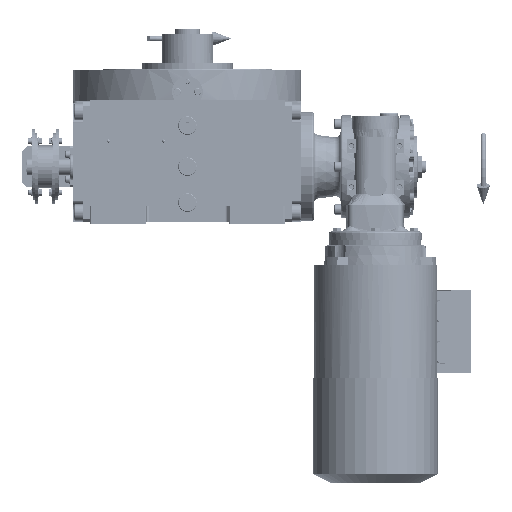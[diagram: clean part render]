
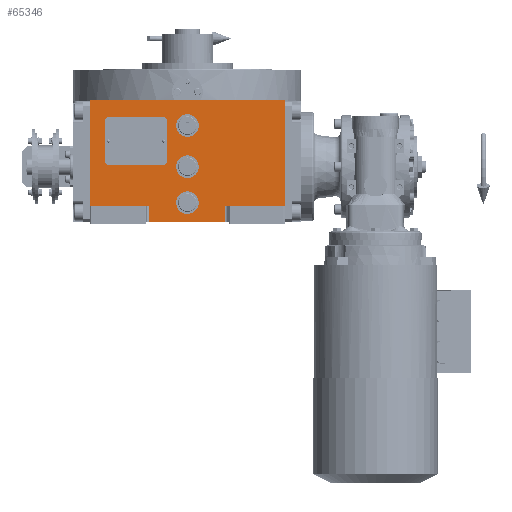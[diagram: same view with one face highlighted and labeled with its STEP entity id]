
A CAD part, top view. The second image highlights one B-rep face of the part: STEP entity #65346.
In plain terms, the highlighted planar face has unit normal (0, 0, 1).
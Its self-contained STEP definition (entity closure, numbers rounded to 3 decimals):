
#5343 = VERTEX_POINT ( 'NONE', #7133 ) ;
#5716 = LINE ( 'NONE', #111492, #77665 ) ;
#6671 = FACE_OUTER_BOUND ( 'NONE', #137361, .T. ) ;
#7133 = CARTESIAN_POINT ( 'NONE',  ( -11., 0., 163.5 ) ) ;
#7791 = ORIENTED_EDGE ( 'NONE', *, *, #53605, .T. ) ;
#8225 = AXIS2_PLACEMENT_3D ( 'NONE', #46775, #136424, #150929 ) ;
#11255 = CIRCLE ( 'NONE', #117595, 11. ) ;
#11684 = CARTESIAN_POINT ( 'NONE',  ( 0., 40., 163.5 ) ) ;
#12655 = CARTESIAN_POINT ( 'NONE',  ( 94.5, -38.5, 163.5 ) ) ;
#14321 = ORIENTED_EDGE ( 'NONE', *, *, #97710, .F. ) ;
#14342 = VECTOR ( 'NONE', #139569, 1000. ) ;
#16833 = EDGE_CURVE ( 'NONE', #163672, #74054, #66070, .T. ) ;
#19721 = EDGE_CURVE ( 'NONE', #155414, #161799, #126714, .T. ) ;
#21930 = DIRECTION ( 'NONE',  ( -1., 0., 0. ) ) ;
#22764 = DIRECTION ( 'NONE',  ( 1., 0., 0. ) ) ;
#23465 = AXIS2_PLACEMENT_3D ( 'NONE', #101634, #166587, #156271 ) ;
#25553 = AXIS2_PLACEMENT_3D ( 'NONE', #65190, #98744, #22764 ) ;
#27398 = DIRECTION ( 'NONE',  ( 0., 1., 0. ) ) ;
#29125 = CARTESIAN_POINT ( 'NONE',  ( 37., -38.5, 163.5 ) ) ;
#32492 = ORIENTED_EDGE ( 'NONE', *, *, #131549, .T. ) ;
#35413 = VECTOR ( 'NONE', #137941, 1000. ) ;
#35884 = CARTESIAN_POINT ( 'NONE',  ( -37., -38.5, 163.5 ) ) ;
#37140 = CARTESIAN_POINT ( 'NONE',  ( 37., -38.5, 163.5 ) ) ;
#37769 = DIRECTION ( 'NONE',  ( 1., 0., 0. ) ) ;
#39147 = CARTESIAN_POINT ( 'NONE',  ( 0., -35., 163.5 ) ) ;
#39406 = CARTESIAN_POINT ( 'NONE',  ( -94.5, -38.5, 163.5 ) ) ;
#42008 = AXIS2_PLACEMENT_3D ( 'NONE', #168324, #153800, #62477 ) ;
#45108 = PLANE ( 'NONE',  #8225 ) ;
#46775 = CARTESIAN_POINT ( 'NONE',  ( -94.5, -53.5, 163.5 ) ) ;
#49537 = VECTOR ( 'NONE', #127006, 1000. ) ;
#49657 = EDGE_CURVE ( 'NONE', #55536, #161799, #76203, .T. ) ;
#50096 = CARTESIAN_POINT ( 'NONE',  ( 11., 0., 163.5 ) ) ;
#52532 = EDGE_CURVE ( 'NONE', #55536, #96163, #128957, .T. ) ;
#53605 = EDGE_CURVE ( 'NONE', #155414, #68705, #119564, .T. ) ;
#55536 = VERTEX_POINT ( 'NONE', #96951 ) ;
#57740 = VERTEX_POINT ( 'NONE', #116931 ) ;
#57924 = AXIS2_PLACEMENT_3D ( 'NONE', #11684, #102964, #21930 ) ;
#58457 = CARTESIAN_POINT ( 'NONE',  ( 94.5, 64.5, 163.5 ) ) ;
#58616 = LINE ( 'NONE', #151617, #35413 ) ;
#58795 = CIRCLE ( 'NONE', #23465, 11. ) ;
#59302 = EDGE_LOOP ( 'NONE', ( #103807, #65238 ) ) ;
#60439 = FACE_BOUND ( 'NONE', #103880, .T. ) ;
#61398 = DIRECTION ( 'NONE',  ( -1., 0., 0. ) ) ;
#61435 = VERTEX_POINT ( 'NONE', #65002 ) ;
#62477 = DIRECTION ( 'NONE',  ( -1., 0., 0. ) ) ;
#65002 = CARTESIAN_POINT ( 'NONE',  ( -11., -35., 163.5 ) ) ;
#65190 = CARTESIAN_POINT ( 'NONE',  ( 0., 40., 163.5 ) ) ;
#65238 = ORIENTED_EDGE ( 'NONE', *, *, #160665, .F. ) ;
#65346 = ADVANCED_FACE ( 'NONE', ( #60439, #162913, #111623, #6671 ), #45108, .T. ) ;
#66070 = CIRCLE ( 'NONE', #57924, 11. ) ;
#67609 = VECTOR ( 'NONE', #27398, 1000. ) ;
#68705 = VERTEX_POINT ( 'NONE', #97395 ) ;
#68980 = ORIENTED_EDGE ( 'NONE', *, *, #19721, .F. ) ;
#70913 = LINE ( 'NONE', #81194, #118361 ) ;
#72473 = CARTESIAN_POINT ( 'NONE',  ( 11., 40., 163.5 ) ) ;
#73661 = AXIS2_PLACEMENT_3D ( 'NONE', #155041, #138816, #103746 ) ;
#74054 = VERTEX_POINT ( 'NONE', #72473 ) ;
#74486 = CARTESIAN_POINT ( 'NONE',  ( 37., -38.5, 163.5 ) ) ;
#74653 = ORIENTED_EDGE ( 'NONE', *, *, #52532, .F. ) ;
#76203 = LINE ( 'NONE', #113700, #143553 ) ;
#77665 = VECTOR ( 'NONE', #84259, 1000. ) ;
#79016 = CARTESIAN_POINT ( 'NONE',  ( -94.5, 64.5, 163.5 ) ) ;
#79219 = EDGE_CURVE ( 'NONE', #74054, #163672, #120915, .T. ) ;
#79623 = EDGE_CURVE ( 'NONE', #5343, #153568, #167421, .T. ) ;
#81182 = DIRECTION ( 'NONE',  ( 1., 0., 0. ) ) ;
#81194 = CARTESIAN_POINT ( 'NONE',  ( -94.5, -38.5, 163.5 ) ) ;
#83130 = EDGE_CURVE ( 'NONE', #153568, #5343, #58795, .T. ) ;
#84147 = VERTEX_POINT ( 'NONE', #58457 ) ;
#84259 = DIRECTION ( 'NONE',  ( 0., 1., 0. ) ) ;
#90973 = ORIENTED_EDGE ( 'NONE', *, *, #49657, .T. ) ;
#91274 = VERTEX_POINT ( 'NONE', #79016 ) ;
#96163 = VERTEX_POINT ( 'NONE', #35884 ) ;
#96951 = CARTESIAN_POINT ( 'NONE',  ( -37., -53.5, 163.5 ) ) ;
#97395 = CARTESIAN_POINT ( 'NONE',  ( 94.5, -38.5, 163.5 ) ) ;
#97710 = EDGE_CURVE ( 'NONE', #91274, #84147, #58616, .T. ) ;
#98029 = ORIENTED_EDGE ( 'NONE', *, *, #79219, .F. ) ;
#98744 = DIRECTION ( 'NONE',  ( 0., 0., 1. ) ) ;
#100886 = ORIENTED_EDGE ( 'NONE', *, *, #79623, .F. ) ;
#101634 = CARTESIAN_POINT ( 'NONE',  ( 0., 0., 163.5 ) ) ;
#102314 = DIRECTION ( 'NONE',  ( 0., 0., 1. ) ) ;
#102964 = DIRECTION ( 'NONE',  ( 0., 0., 1. ) ) ;
#103746 = DIRECTION ( 'NONE',  ( 1., 0., 0. ) ) ;
#103807 = ORIENTED_EDGE ( 'NONE', *, *, #158936, .F. ) ;
#103880 = EDGE_LOOP ( 'NONE', ( #121428, #100886 ) ) ;
#104187 = CARTESIAN_POINT ( 'NONE',  ( -37., -53.5, 163.5 ) ) ;
#104213 = CARTESIAN_POINT ( 'NONE',  ( 37., -53.5, 163.5 ) ) ;
#108245 = VECTOR ( 'NONE', #81182, 1000. ) ;
#109927 = VERTEX_POINT ( 'NONE', #39406 ) ;
#111492 = CARTESIAN_POINT ( 'NONE',  ( -94.5, -38.5, 163.5 ) ) ;
#111623 = FACE_BOUND ( 'NONE', #114161, .T. ) ;
#113700 = CARTESIAN_POINT ( 'NONE',  ( -37., -53.5, 163.5 ) ) ;
#114161 = EDGE_LOOP ( 'NONE', ( #98029, #154467 ) ) ;
#116931 = CARTESIAN_POINT ( 'NONE',  ( 11., -35., 163.5 ) ) ;
#117595 = AXIS2_PLACEMENT_3D ( 'NONE', #39147, #102314, #61398 ) ;
#118361 = VECTOR ( 'NONE', #133237, 1000. ) ;
#119564 = LINE ( 'NONE', #29125, #108245 ) ;
#120915 = CIRCLE ( 'NONE', #25553, 11. ) ;
#121428 = ORIENTED_EDGE ( 'NONE', *, *, #83130, .F. ) ;
#124198 = EDGE_CURVE ( 'NONE', #109927, #91274, #5716, .T. ) ;
#126714 = LINE ( 'NONE', #37140, #14342 ) ;
#127006 = DIRECTION ( 'NONE',  ( 0., 1., 0. ) ) ;
#128054 = CIRCLE ( 'NONE', #73661, 11. ) ;
#128957 = LINE ( 'NONE', #104187, #67609 ) ;
#130571 = ORIENTED_EDGE ( 'NONE', *, *, #138732, .T. ) ;
#131549 = EDGE_CURVE ( 'NONE', #109927, #96163, #70913, .T. ) ;
#133237 = DIRECTION ( 'NONE',  ( 1., 0., 0. ) ) ;
#133515 = CARTESIAN_POINT ( 'NONE',  ( -11., 40., 163.5 ) ) ;
#136424 = DIRECTION ( 'NONE',  ( 0., 0., 1. ) ) ;
#137361 = EDGE_LOOP ( 'NONE', ( #90973, #68980, #7791, #130571, #14321, #141763, #32492, #74653 ) ) ;
#137941 = DIRECTION ( 'NONE',  ( 1., 0., 0. ) ) ;
#138732 = EDGE_CURVE ( 'NONE', #68705, #84147, #139851, .T. ) ;
#138816 = DIRECTION ( 'NONE',  ( 0., 0., 1. ) ) ;
#139569 = DIRECTION ( 'NONE',  ( 0., -1., 0. ) ) ;
#139851 = LINE ( 'NONE', #12655, #49537 ) ;
#141763 = ORIENTED_EDGE ( 'NONE', *, *, #124198, .F. ) ;
#143553 = VECTOR ( 'NONE', #37769, 1000. ) ;
#150929 = DIRECTION ( 'NONE',  ( 1., 0., 0. ) ) ;
#151617 = CARTESIAN_POINT ( 'NONE',  ( -94.5, 64.5, 163.5 ) ) ;
#153568 = VERTEX_POINT ( 'NONE', #50096 ) ;
#153800 = DIRECTION ( 'NONE',  ( 0., 0., 1. ) ) ;
#154467 = ORIENTED_EDGE ( 'NONE', *, *, #16833, .F. ) ;
#155041 = CARTESIAN_POINT ( 'NONE',  ( 0., -35., 163.5 ) ) ;
#155414 = VERTEX_POINT ( 'NONE', #74486 ) ;
#156271 = DIRECTION ( 'NONE',  ( 1., 0., 0. ) ) ;
#158936 = EDGE_CURVE ( 'NONE', #57740, #61435, #128054, .T. ) ;
#160665 = EDGE_CURVE ( 'NONE', #61435, #57740, #11255, .T. ) ;
#161799 = VERTEX_POINT ( 'NONE', #104213 ) ;
#162913 = FACE_BOUND ( 'NONE', #59302, .T. ) ;
#163672 = VERTEX_POINT ( 'NONE', #133515 ) ;
#166587 = DIRECTION ( 'NONE',  ( 0., 0., 1. ) ) ;
#167421 = CIRCLE ( 'NONE', #42008, 11. ) ;
#168324 = CARTESIAN_POINT ( 'NONE',  ( 0., 0., 163.5 ) ) ;
